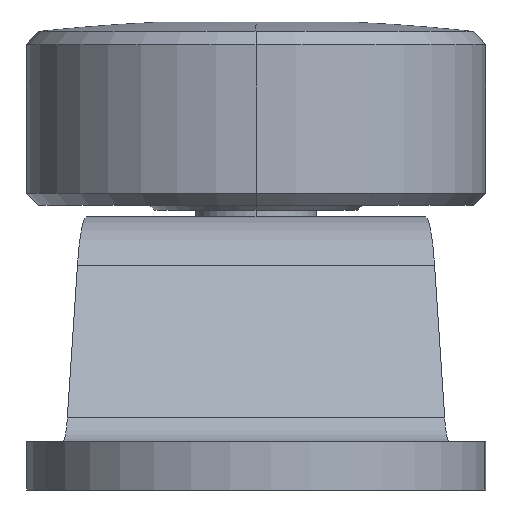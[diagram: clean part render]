
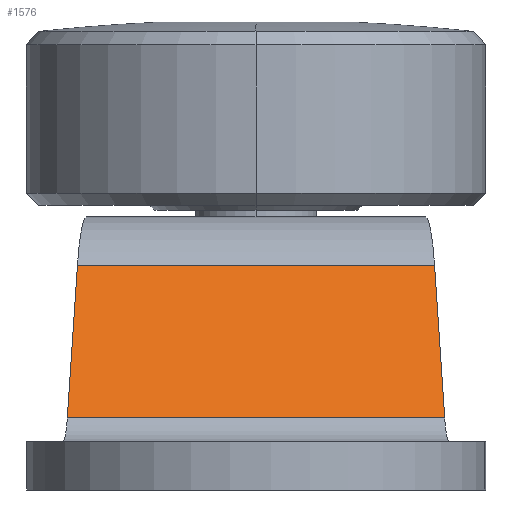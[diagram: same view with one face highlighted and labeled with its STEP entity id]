
A CAD part, front view. The second image highlights one B-rep face of the part: STEP entity #1576.
In plain terms, the highlighted planar face has unit normal (0, -0.86, 0.51).
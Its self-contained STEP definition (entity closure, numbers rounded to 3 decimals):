
#1576=ADVANCED_FACE('',(#3688),#3689,.F.);
#2876=VERTEX_POINT('',#4999);
#2880=VERTEX_POINT('',#5003);
#2884=EDGE_CURVE('',#2880,#2876,#5007,.T.);
#2886=VERTEX_POINT('',#5009);
#2888=EDGE_CURVE('',#2876,#2886,#5011,.T.);
#2890=VERTEX_POINT('',#5013);
#2892=EDGE_CURVE('',#2890,#2880,#5015,.T.);
#2894=EDGE_CURVE('',#2890,#2886,#5017,.T.);
#3688=FACE_OUTER_BOUND('',#5869,.T.);
#3689=PLANE('',#5870);
#4999=CARTESIAN_POINT('',(1.672,25.186,2.98));
#5003=CARTESIAN_POINT('',(17.275,25.186,2.98));
#5007=LINE('',#7850,#7851);
#5009=CARTESIAN_POINT('',(2.09,28.924,9.289));
#5011=LINE('',#7856,#7857);
#5013=CARTESIAN_POINT('',(16.857,28.924,9.289));
#5015=LINE('',#7862,#7863);
#5017=LINE('',#7866,#7867);
#5869=EDGE_LOOP('',(#9615,#9616,#9617,#9618));
#5870=AXIS2_PLACEMENT_3D('',#9619,#9620,#9621);
#7850=CARTESIAN_POINT('',(19.473,25.186,2.98));
#7851=VECTOR('',#10310,1.0);
#7856=CARTESIAN_POINT('',(1.413,22.87,-0.929));
#7857=VECTOR('',#10311,1.0);
#7862=CARTESIAN_POINT('',(17.175,26.077,4.483));
#7863=VECTOR('',#10312,1.0);
#7866=CARTESIAN_POINT('',(19.473,28.924,9.289));
#7867=VECTOR('',#10313,1.0);
#9615=ORIENTED_EDGE('',*,*,#2888,.F.);
#9616=ORIENTED_EDGE('',*,*,#2884,.F.);
#9617=ORIENTED_EDGE('',*,*,#2892,.F.);
#9618=ORIENTED_EDGE('',*,*,#2894,.T.);
#9619=CARTESIAN_POINT('',(19.473,25.186,2.98));
#9620=DIRECTION('',(0.0,0.86,-0.51));
#9621=DIRECTION('',(1.0,0.0,0.0));
#10310=DIRECTION('',(-1.0,0.0,0.0));
#10311=DIRECTION('',(0.057,0.509,0.859));
#10312=DIRECTION('',(0.057,-0.509,-0.859));
#10313=DIRECTION('',(-1.0,0.0,0.0));
